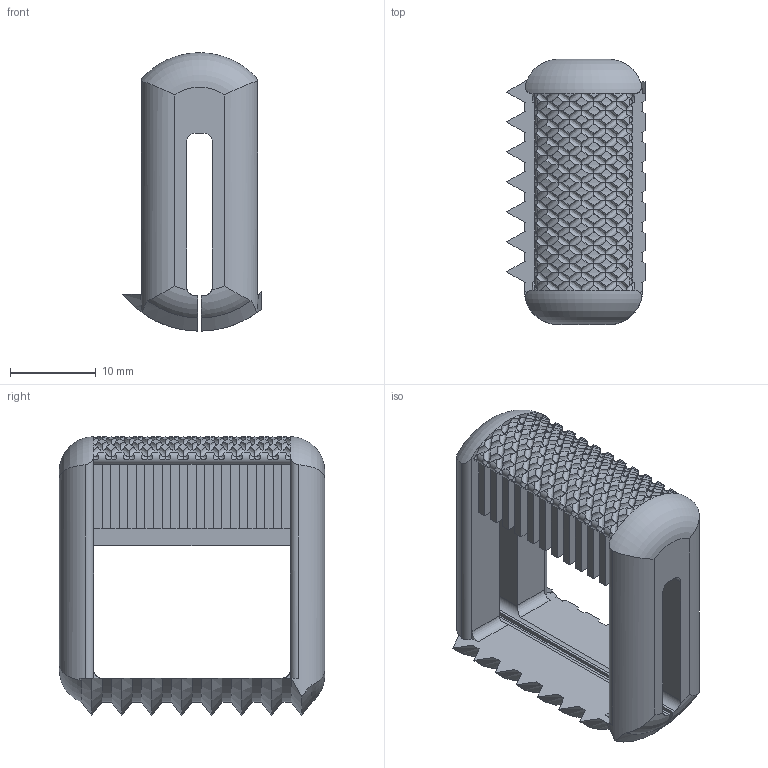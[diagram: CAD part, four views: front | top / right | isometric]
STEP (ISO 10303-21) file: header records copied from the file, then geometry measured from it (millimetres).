
FILE_DESCRIPTION(/* description */ (''),/* implementation_level */ '2;1');
FILE_NAME(/* name */ 'f-150-vent-adjuster-handle-knob-v2.step',/* time_stamp */ '2025-11-06T16:19:19-05:00',/* author */ (''),/* organization */ (''),/* preprocessor_version */ 'ST-DEVELOPER v20.1',/* originating_system */ 'Autodesk Translation Framework v14.17.0.0',/* authorisation */ '');
FILE_SCHEMA (('AUTOMOTIVE_DESIGN { 1 0 10303 214 3 1 1 }'));
Length unit declared in the file: millimetre
Products named in the file (1): f-150-vent-adjuster-handle-knob
Bounding box: 16.22 x 31 x 32.51 mm (x, y, z)
Volume: 5222.4 mm3; surface area: 4416.2 mm2
Topology: 1 solids, 1 shells, 517 faces, 1450 edges, 927 vertices
Faces by surface type: bspline 256, cylinder 132, plane 123, torus 6
Entity records: 37206 total; most frequent: CARTESIAN_POINT 26544, ORIENTED_EDGE 2892, EDGE_CURVE 1446, DIRECTION 1116, B_SPLINE_CURVE_WITH_KNOTS 946, VERTEX_POINT 927, FACE_OUTER_BOUND 517, EDGE_LOOP 517
